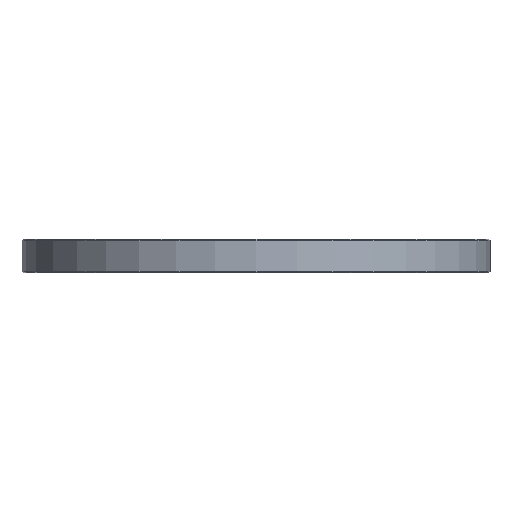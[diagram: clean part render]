
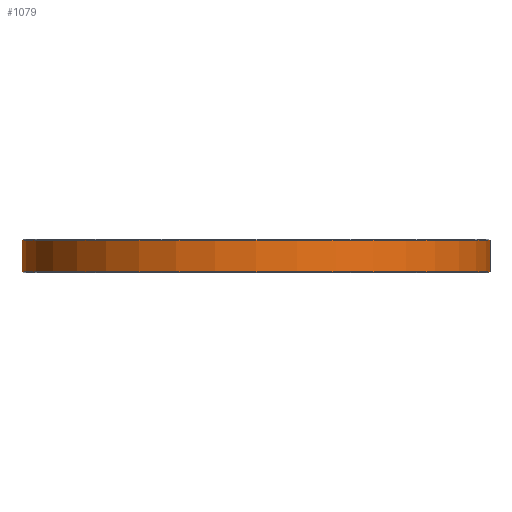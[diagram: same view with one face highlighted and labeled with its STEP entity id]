
A CAD part, front view. The second image highlights one B-rep face of the part: STEP entity #1079.
In plain terms, the highlighted cylindrical face has radius 112.5 mm (diameter 225 mm), a partial arc.
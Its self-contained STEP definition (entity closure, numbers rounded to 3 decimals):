
#14 = ORIENTED_EDGE ( 'NONE', *, *, #515, .T. ) ;
#141 = LINE ( 'NONE', #370, #142 ) ;
#142 = VECTOR ( 'NONE', #516, 1000. ) ;
#153 = VECTOR ( 'NONE', #1383, 1000. ) ;
#254 = EDGE_CURVE ( 'NONE', #967, #1740, #141, .T. ) ;
#260 = EDGE_CURVE ( 'NONE', #1114, #930, #1362, .T. ) ;
#370 = CARTESIAN_POINT ( 'NONE',  ( 112.5, 0., 0. ) ) ;
#388 = CARTESIAN_POINT ( 'NONE',  ( 112.5, 0., -15.5 ) ) ;
#404 = CARTESIAN_POINT ( 'NONE',  ( -112.5, 0., -0.5 ) ) ;
#515 = EDGE_CURVE ( 'NONE', #1114, #967, #1741, .T. ) ;
#516 = DIRECTION ( 'NONE',  ( 0., 0., 1. ) ) ;
#520 = EDGE_CURVE ( 'NONE', #930, #1740, #1737, .T. ) ;
#644 = EDGE_LOOP ( 'NONE', ( #737, #14, #1075, #1080 ) ) ;
#658 = AXIS2_PLACEMENT_3D ( 'NONE', #805, #722, #888 ) ;
#719 = CARTESIAN_POINT ( 'NONE',  ( 0., 0., -15.5 ) ) ;
#722 = DIRECTION ( 'NONE',  ( 0., 0., 1. ) ) ;
#737 = ORIENTED_EDGE ( 'NONE', *, *, #260, .F. ) ;
#805 = CARTESIAN_POINT ( 'NONE',  ( 0., 0., 0. ) ) ;
#888 = DIRECTION ( 'NONE',  ( 1., 0., 0. ) ) ;
#889 = CARTESIAN_POINT ( 'NONE',  ( 0., 0., -0.5 ) ) ;
#925 = CARTESIAN_POINT ( 'NONE',  ( -112.5, 0., 0. ) ) ;
#930 = VERTEX_POINT ( 'NONE', #404 ) ;
#967 = VERTEX_POINT ( 'NONE', #388 ) ;
#986 = DIRECTION ( 'NONE',  ( 1., 0., 0. ) ) ;
#1075 = ORIENTED_EDGE ( 'NONE', *, *, #254, .T. ) ;
#1079 = ADVANCED_FACE ( 'NONE', ( #1497 ), #1457, .T. ) ;
#1080 = ORIENTED_EDGE ( 'NONE', *, *, #520, .F. ) ;
#1114 = VERTEX_POINT ( 'NONE', #1184 ) ;
#1143 = AXIS2_PLACEMENT_3D ( 'NONE', #889, #1649, #1264 ) ;
#1145 = AXIS2_PLACEMENT_3D ( 'NONE', #719, #1323, #986 ) ;
#1184 = CARTESIAN_POINT ( 'NONE',  ( -112.5, 0., -15.5 ) ) ;
#1264 = DIRECTION ( 'NONE',  ( 1., 0., 0. ) ) ;
#1323 = DIRECTION ( 'NONE',  ( 0., 0., 1. ) ) ;
#1362 = LINE ( 'NONE', #925, #153 ) ;
#1383 = DIRECTION ( 'NONE',  ( 0., 0., 1. ) ) ;
#1457 = CYLINDRICAL_SURFACE ( 'NONE', #658, 112.5 ) ;
#1497 = FACE_OUTER_BOUND ( 'NONE', #644, .T. ) ;
#1555 = CARTESIAN_POINT ( 'NONE',  ( 112.5, 0., -0.5 ) ) ;
#1649 = DIRECTION ( 'NONE',  ( 0., 0., 1. ) ) ;
#1737 = CIRCLE ( 'NONE', #1143, 112.5 ) ;
#1740 = VERTEX_POINT ( 'NONE', #1555 ) ;
#1741 = CIRCLE ( 'NONE', #1145, 112.5 ) ;
